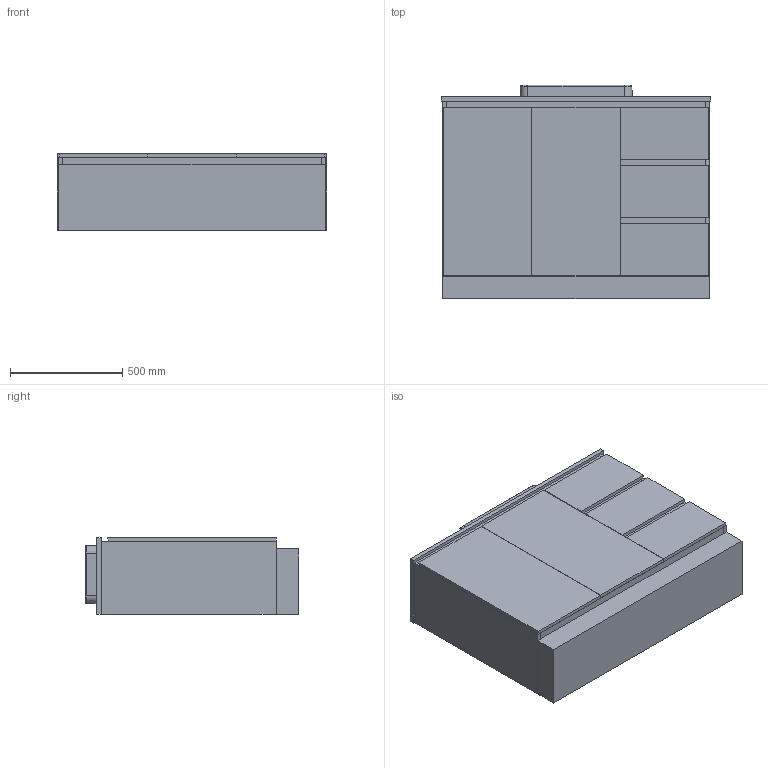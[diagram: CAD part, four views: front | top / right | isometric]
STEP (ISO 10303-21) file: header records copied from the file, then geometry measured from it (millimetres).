
FILE_DESCRIPTION (( 'STEP AP214' ), '1' );
FILE_NAME ('Ensuite Benchtop 1200 WK ASSEM.STEP', '2019-03-06T04:19:43', ( '' ), ( '' ), 'SwSTEP 2.0', 'SolidWorks 2015', '' );
FILE_SCHEMA (( 'AUTOMOTIVE_DESIGN' ));
Length unit declared in the file: millimetre
Products named in the file (3): Ensuite Benchtop 1200 WK; Ensuite Benchtop 1200 WK ASSEM; Faith
Assembly tree (2 placements, depth 2):
  Ensuite Benchtop 1200 WK ASSEM
    Ensuite Benchtop 1200 WK
    Faith
Bounding box: 1200 x 950.1 x 341.1 mm (x, y, z)
Volume: 99587572.7 mm3; surface area: 9491496.4 mm2
Topology: 13 solids, 13 shells, 150 faces, 361 edges, 238 vertices
Faces by surface type: plane 92, bspline 32, cylinder 16, cone 6, torus 4
Entity records: 67536 total; most frequent: CARTESIAN_POINT 63776, ORIENTED_EDGE 722, DIRECTION 557, EDGE_CURVE 361, VERTEX_POINT 238, LINE 211, VECTOR 211, AXIS2_PLACEMENT_3D 173
